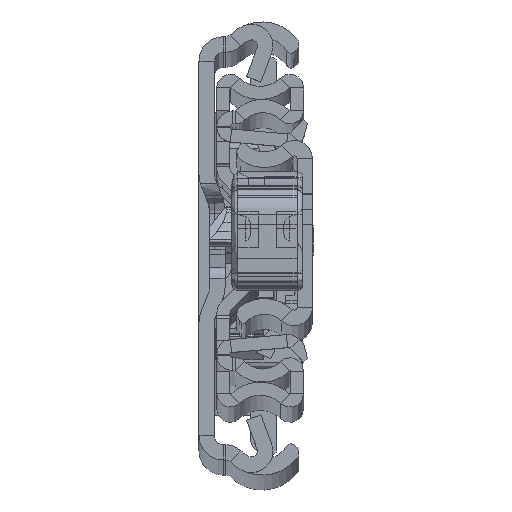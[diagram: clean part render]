
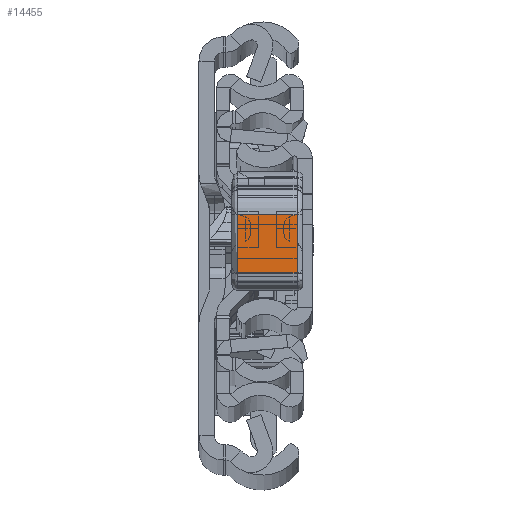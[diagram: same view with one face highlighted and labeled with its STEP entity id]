
A CAD part, top view. The second image highlights one B-rep face of the part: STEP entity #14455.
In plain terms, the highlighted face is planar.
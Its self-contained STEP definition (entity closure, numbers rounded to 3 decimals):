
#50 = DIRECTION ( 'NONE',  ( 0., 0., -1. ) ) ;
#553 = VERTEX_POINT ( 'NONE', #23058 ) ;
#2366 = DIRECTION ( 'NONE',  ( -0.027, -1., 0. ) ) ;
#2866 = FACE_OUTER_BOUND ( 'NONE', #27961, .T. ) ;
#3168 = AXIS2_PLACEMENT_3D ( 'NONE', #15796, #28935, #2366 ) ;
#3428 = EDGE_CURVE ( 'NONE', #553, #22257, #25749, .T. ) ;
#4628 = EDGE_CURVE ( 'NONE', #12809, #32477, #20193, .T. ) ;
#5990 = CARTESIAN_POINT ( 'NONE',  ( 39.818, -2.465, 0. ) ) ;
#8161 = DIRECTION ( 'NONE',  ( -0.027, -1., 0. ) ) ;
#10036 = PLANE ( 'NONE',  #3168 ) ;
#12386 = ORIENTED_EDGE ( 'NONE', *, *, #17097, .T. ) ;
#12484 = CARTESIAN_POINT ( 'NONE',  ( 39.818, -2.465, 10. ) ) ;
#12809 = VERTEX_POINT ( 'NONE', #5990 ) ;
#13133 = CARTESIAN_POINT ( 'NONE',  ( 39.55, -12.274, 11. ) ) ;
#13410 = LINE ( 'NONE', #18195, #20195 ) ;
#14455 = ADVANCED_FACE ( 'NONE', ( #2866 ), #10036, .F. ) ;
#15796 = CARTESIAN_POINT ( 'NONE',  ( 39.55, -12.274, 11. ) ) ;
#16368 = DIRECTION ( 'NONE',  ( 0.027, 1., 0. ) ) ;
#16828 = CARTESIAN_POINT ( 'NONE',  ( 39.55, -12.274, 0. ) ) ;
#17097 = EDGE_CURVE ( 'NONE', #32477, #553, #13410, .T. ) ;
#17626 = CARTESIAN_POINT ( 'NONE',  ( 39.818, -2.465, 11. ) ) ;
#18195 = CARTESIAN_POINT ( 'NONE',  ( 39.55, -12.274, 10. ) ) ;
#18439 = CARTESIAN_POINT ( 'NONE',  ( 39.55, -12.274, 0. ) ) ;
#20193 = LINE ( 'NONE', #17626, #25458 ) ;
#20195 = VECTOR ( 'NONE', #8161, 1000. ) ;
#20582 = VECTOR ( 'NONE', #16368, 1000. ) ;
#21454 = ORIENTED_EDGE ( 'NONE', *, *, #3428, .T. ) ;
#22257 = VERTEX_POINT ( 'NONE', #16828 ) ;
#23058 = CARTESIAN_POINT ( 'NONE',  ( 39.55, -12.274, 10. ) ) ;
#24657 = EDGE_CURVE ( 'NONE', #22257, #12809, #28846, .T. ) ;
#25396 = ORIENTED_EDGE ( 'NONE', *, *, #4628, .T. ) ;
#25458 = VECTOR ( 'NONE', #30262, 1000. ) ;
#25749 = LINE ( 'NONE', #13133, #25912 ) ;
#25912 = VECTOR ( 'NONE', #50, 1000. ) ;
#27961 = EDGE_LOOP ( 'NONE', ( #21454, #33335, #25396, #12386 ) ) ;
#28846 = LINE ( 'NONE', #18439, #20582 ) ;
#28935 = DIRECTION ( 'NONE',  ( -1., 0.027, 0. ) ) ;
#30262 = DIRECTION ( 'NONE',  ( 0., 0., 1. ) ) ;
#32477 = VERTEX_POINT ( 'NONE', #12484 ) ;
#33335 = ORIENTED_EDGE ( 'NONE', *, *, #24657, .T. ) ;
